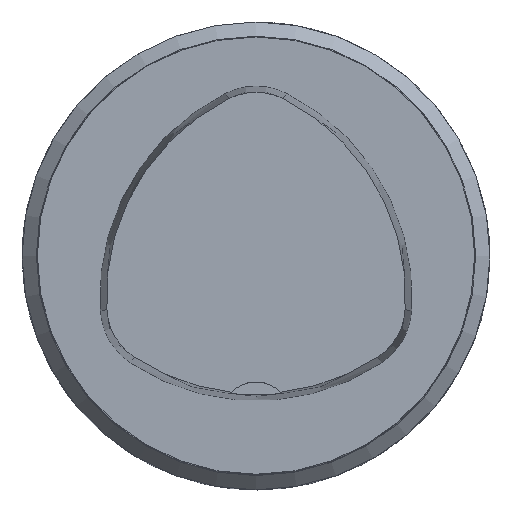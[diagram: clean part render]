
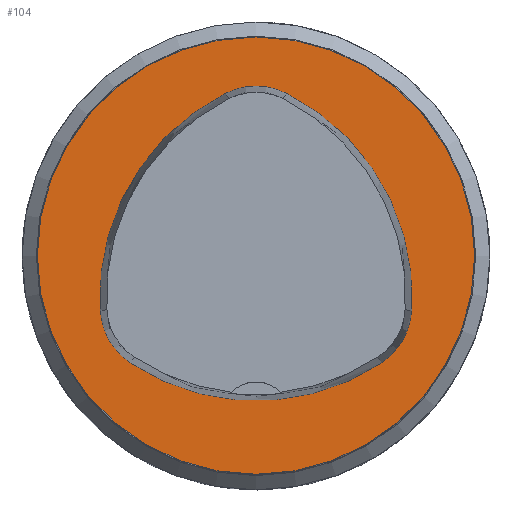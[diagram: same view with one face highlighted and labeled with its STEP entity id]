
A CAD part, top view. The second image highlights one B-rep face of the part: STEP entity #104.
In plain terms, the highlighted planar face has unit normal (0, 0, 1).
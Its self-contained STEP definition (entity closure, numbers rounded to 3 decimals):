
#84=PLANE('',#690);
#104=ADVANCED_FACE('',(#196,#197),#84,.T.);
#151=CIRCLE('',#677,50.);
#153=CIRCLE('',#684,15.5);
#154=CIRCLE('',#685,52.);
#155=CIRCLE('',#686,15.5);
#156=CIRCLE('',#687,52.);
#157=CIRCLE('',#688,15.5);
#158=CIRCLE('',#689,52.);
#196=FACE_BOUND('',#228,.T.);
#197=FACE_BOUND('',#229,.T.);
#228=EDGE_LOOP('',(#308));
#229=EDGE_LOOP('',(#309,#310,#311,#312,#313,#314));
#308=ORIENTED_EDGE('',*,*,#513,.F.);
#309=ORIENTED_EDGE('',*,*,#523,.T.);
#310=ORIENTED_EDGE('',*,*,#524,.T.);
#311=ORIENTED_EDGE('',*,*,#525,.T.);
#312=ORIENTED_EDGE('',*,*,#526,.T.);
#313=ORIENTED_EDGE('',*,*,#527,.T.);
#314=ORIENTED_EDGE('',*,*,#528,.T.);
#456=VERTEX_POINT('',#1000);
#466=VERTEX_POINT('',#1021);
#467=VERTEX_POINT('',#1022);
#468=VERTEX_POINT('',#1024);
#469=VERTEX_POINT('',#1026);
#470=VERTEX_POINT('',#1028);
#471=VERTEX_POINT('',#1030);
#513=EDGE_CURVE('',#456,#456,#151,.T.);
#523=EDGE_CURVE('',#466,#467,#153,.T.);
#524=EDGE_CURVE('',#467,#468,#154,.T.);
#525=EDGE_CURVE('',#468,#469,#155,.T.);
#526=EDGE_CURVE('',#469,#470,#156,.T.);
#527=EDGE_CURVE('',#470,#471,#157,.T.);
#528=EDGE_CURVE('',#471,#466,#158,.T.);
#677=AXIS2_PLACEMENT_3D('',#999,#782,#783);
#684=AXIS2_PLACEMENT_3D('',#1020,#800,#801);
#685=AXIS2_PLACEMENT_3D('',#1023,#802,#803);
#686=AXIS2_PLACEMENT_3D('',#1025,#804,#805);
#687=AXIS2_PLACEMENT_3D('',#1027,#806,#807);
#688=AXIS2_PLACEMENT_3D('',#1029,#808,#809);
#689=AXIS2_PLACEMENT_3D('',#1031,#810,#811);
#690=AXIS2_PLACEMENT_3D('',#1032,#812,#813);
#782=DIRECTION('',(0.,0.,-1.));
#783=DIRECTION('',(-1.,0.,0.));
#800=DIRECTION('',(0.,0.,-1.));
#801=DIRECTION('',(-0.5,0.866,0.));
#802=DIRECTION('',(0.,0.,-1.));
#803=DIRECTION('',(-0.5,0.866,0.));
#804=DIRECTION('',(0.,0.,-1.));
#805=DIRECTION('',(-0.5,0.866,0.));
#806=DIRECTION('',(0.,0.,-1.));
#807=DIRECTION('',(-0.5,0.866,0.));
#808=DIRECTION('',(0.,0.,-1.));
#809=DIRECTION('',(-0.5,0.866,0.));
#810=DIRECTION('',(0.,0.,-1.));
#811=DIRECTION('',(-0.5,0.866,0.));
#812=DIRECTION('',(0.,0.,1.));
#813=DIRECTION('',(-1.,0.,0.));
#999=CARTESIAN_POINT('',(0.,0.,0.));
#1000=CARTESIAN_POINT('',(-50.,0.,0.));
#1020=CARTESIAN_POINT('',(20.135,-11.625,0.));
#1021=CARTESIAN_POINT('',(35.607,-12.566,0.));
#1022=CARTESIAN_POINT('',(28.686,-24.553,0.));
#1023=CARTESIAN_POINT('',(0.,18.819,0.));
#1024=CARTESIAN_POINT('',(-28.686,-24.553,0.));
#1025=CARTESIAN_POINT('',(-20.135,-11.625,0.));
#1026=CARTESIAN_POINT('',(-35.607,-12.566,0.));
#1027=CARTESIAN_POINT('',(16.298,-9.409,0.));
#1028=CARTESIAN_POINT('',(-6.921,37.119,0.));
#1029=CARTESIAN_POINT('',(0.,23.25,0.));
#1030=CARTESIAN_POINT('',(6.921,37.119,0.));
#1031=CARTESIAN_POINT('',(-16.298,-9.409,0.));
#1032=CARTESIAN_POINT('',(0.,0.,0.));
